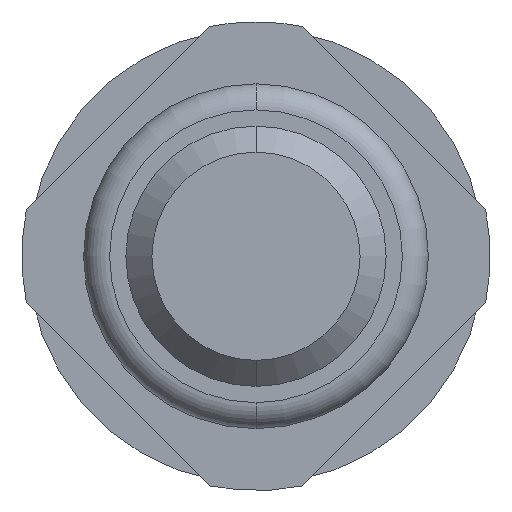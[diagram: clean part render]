
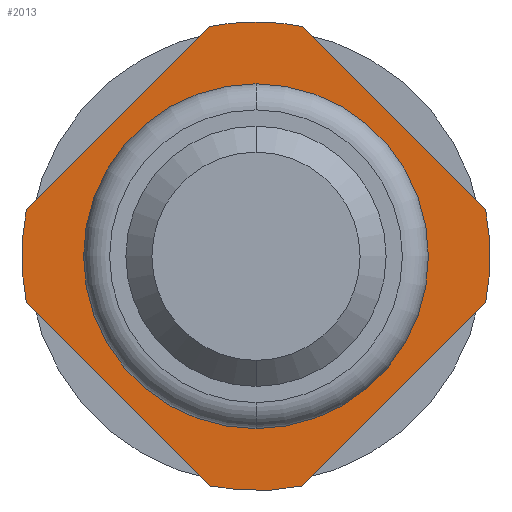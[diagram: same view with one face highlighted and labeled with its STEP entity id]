
A CAD part, front view. The second image highlights one B-rep face of the part: STEP entity #2013.
In plain terms, the highlighted planar face has unit normal (0, -1, 0).
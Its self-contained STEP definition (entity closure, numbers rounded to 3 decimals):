
#28 = AXIS2_PLACEMENT_3D ( 'NONE', #191, #1003, #2492 ) ;
#73 = EDGE_CURVE ( 'Defeature ausgef�hrt3_17+Defeature ausgef�hrt3_0+Defeature ausgef�hrt3_3+Defeature ausgef�hrt3_2', #1482, #3439, #1020, .T. ) ;
#74 = DIRECTION ( 'NONE',  ( 0., 1., 0. ) ) ;
#121 = ORIENTED_EDGE ( 'NONE', *, *, #3116, .F. ) ;
#161 = EDGE_CURVE ( 'Defeature ausgef�hrt3_16+Defeature ausgef�hrt3_0+Defeature ausgef�hrt3_4+Defeature ausgef�hrt3_3', #1170, #1490, #3519, .T. ) ;
#179 = CARTESIAN_POINT ( 'NONE',  ( -1.764, -2., -0.357 ) ) ;
#191 = CARTESIAN_POINT ( 'NONE',  ( 0., -2., 0. ) ) ;
#312 = CARTESIAN_POINT ( 'NONE',  ( 0.357, -2., 1.764 ) ) ;
#316 = VERTEX_POINT ( 'NONE', #3170 ) ;
#325 = DIRECTION ( 'NONE',  ( 0., 0., 1. ) ) ;
#366 = ORIENTED_EDGE ( 'NONE', *, *, #161, .F. ) ;
#371 = CARTESIAN_POINT ( 'NONE',  ( -0.161, -2., 1.961 ) ) ;
#438 = CARTESIAN_POINT ( 'NONE',  ( -1.764, -2., 0.357 ) ) ;
#446 = CARTESIAN_POINT ( 'NONE',  ( 0., -2., 0. ) ) ;
#448 = CARTESIAN_POINT ( 'NONE',  ( 0., -2., 1.325 ) ) ;
#457 = LINE ( 'NONE', #1531, #3578 ) ;
#458 = VERTEX_POINT ( 'NONE', #630 ) ;
#465 = CIRCLE ( 'NONE', #2793, 1.8 ) ;
#471 = AXIS2_PLACEMENT_3D ( 'NONE', #606, #2055, #325 ) ;
#515 = EDGE_CURVE ( 'Defeature ausgef�hrt3_15+Defeature ausgef�hrt3_0+Defeature ausgef�hrt3_1+Defeature ausgef�hrt3_4', #1134, #2781, #970, .T. ) ;
#532 = VERTEX_POINT ( 'NONE', #448 ) ;
#606 = CARTESIAN_POINT ( 'NONE',  ( 0., -2., 0. ) ) ;
#630 = CARTESIAN_POINT ( 'NONE',  ( 0., -2., -1.325 ) ) ;
#690 = DIRECTION ( 'NONE',  ( 0.707, 0., -0.707 ) ) ;
#777 = AXIS2_PLACEMENT_3D ( 'NONE', #1092, #3143, #1683 ) ;
#802 = CIRCLE ( 'NONE', #471, 1.8 ) ;
#809 = EDGE_CURVE ( 'Defeature ausgef�hrt3_0+Defeature ausgef�hrt3_12+Defeature ausgef�hrt3_12+Defeature ausgef�hrt3_12', #458, #532, #2140, .T. ) ;
#870 = CARTESIAN_POINT ( 'NONE',  ( 1.764, -2., -0.357 ) ) ;
#880 = CARTESIAN_POINT ( 'NONE',  ( 1.961, -2., -0.161 ) ) ;
#896 = ORIENTED_EDGE ( 'NONE', *, *, #3482, .F. ) ;
#963 = DIRECTION ( 'NONE',  ( 0.707, 0., 0.707 ) ) ;
#970 = LINE ( 'NONE', #880, #2442 ) ;
#987 = ORIENTED_EDGE ( 'NONE', *, *, #515, .F. ) ;
#1003 = DIRECTION ( 'NONE',  ( 0., 1., 0. ) ) ;
#1008 = DIRECTION ( 'NONE',  ( 0., 1., 0. ) ) ;
#1018 = DIRECTION ( 'NONE',  ( 0., 1., 0. ) ) ;
#1020 = LINE ( 'NONE', #371, #1391 ) ;
#1092 = CARTESIAN_POINT ( 'NONE',  ( 0., -2., 0. ) ) ;
#1134 = VERTEX_POINT ( 'NONE', #870 ) ;
#1169 = VERTEX_POINT ( 'NONE', #312 ) ;
#1170 = VERTEX_POINT ( 'NONE', #3204 ) ;
#1284 = EDGE_CURVE ( 'Defeature ausgef�hrt3_3+Defeature ausgef�hrt3_0+Defeature ausgef�hrt3_16+Defeature ausgef�hrt3_17', #1490, #1482, #465, .T. ) ;
#1286 = CARTESIAN_POINT ( 'NONE',  ( 1.8, -2., 0. ) ) ;
#1297 = DIRECTION ( 'NONE',  ( 0., 1., 0. ) ) ;
#1319 = DIRECTION ( 'NONE',  ( 0., 1., 0. ) ) ;
#1391 = VECTOR ( 'NONE', #963, 1000. ) ;
#1468 = CARTESIAN_POINT ( 'NONE',  ( 0.357, -2., -1.764 ) ) ;
#1482 = VERTEX_POINT ( 'NONE', #438 ) ;
#1490 = VERTEX_POINT ( 'NONE', #179 ) ;
#1492 = CIRCLE ( 'NONE', #28, 1.325 ) ;
#1531 = CARTESIAN_POINT ( 'NONE',  ( 1.961, -2., 0.161 ) ) ;
#1542 = EDGE_CURVE ( 'Defeature ausgef�hrt3_0+Defeature ausgef�hrt3_12+Defeature ausgef�hrt3_12+Defeature ausgef�hrt3_12', #532, #458, #1492, .T. ) ;
#1614 = DIRECTION ( 'NONE',  ( 0., 0., 1. ) ) ;
#1653 = AXIS2_PLACEMENT_3D ( 'NONE', #446, #1008, #3077 ) ;
#1683 = DIRECTION ( 'NONE',  ( 0., 0., 1. ) ) ;
#1720 = ORIENTED_EDGE ( 'NONE', *, *, #809, .T. ) ;
#1792 = CARTESIAN_POINT ( 'NONE',  ( 0., -2., 0. ) ) ;
#1886 = CARTESIAN_POINT ( 'NONE',  ( 0., -2., 0. ) ) ;
#2013 = ADVANCED_FACE ( 'Defeature ausgef�hrt3_0', ( #3713, #3406 ), #3333, .F. ) ;
#2055 = DIRECTION ( 'NONE',  ( 0., 1., 0. ) ) ;
#2059 = EDGE_CURVE ( 'Defeature ausgef�hrt3_18+Defeature ausgef�hrt3_0+Defeature ausgef�hrt3_2+Defeature ausgef�hrt3_1', #1169, #316, #457, .T. ) ;
#2140 = CIRCLE ( 'NONE', #1653, 1.325 ) ;
#2171 = DIRECTION ( 'NONE',  ( 0., 0., 1. ) ) ;
#2174 = VECTOR ( 'NONE', #2678, 1000. ) ;
#2261 = ORIENTED_EDGE ( 'NONE', *, *, #2059, .F. ) ;
#2264 = AXIS2_PLACEMENT_3D ( 'NONE', #2483, #1018, #2728 ) ;
#2315 = ORIENTED_EDGE ( 'NONE', *, *, #1542, .T. ) ;
#2320 = EDGE_LOOP ( 'NONE', ( #2261, #3686, #121, #2522, #3004, #366, #896, #987, #2324 ) ) ;
#2324 = ORIENTED_EDGE ( 'NONE', *, *, #2528, .F. ) ;
#2326 = EDGE_CURVE ( 'Defeature ausgef�hrt3_2+Defeature ausgef�hrt3_0+Defeature ausgef�hrt3_17+Defeature ausgef�hrt3_18', #2921, #1169, #802, .T. ) ;
#2391 = CIRCLE ( 'NONE', #2264, 1.8 ) ;
#2422 = CARTESIAN_POINT ( 'NONE',  ( 0., -2., 1.8 ) ) ;
#2442 = VECTOR ( 'NONE', #2936, 1000. ) ;
#2483 = CARTESIAN_POINT ( 'NONE',  ( 0., -2., 0. ) ) ;
#2492 = DIRECTION ( 'NONE',  ( 0., 0., 1. ) ) ;
#2522 = ORIENTED_EDGE ( 'NONE', *, *, #73, .F. ) ;
#2528 = EDGE_CURVE ( 'Defeature ausgef�hrt3_1+Defeature ausgef�hrt3_0+Defeature ausgef�hrt3_18+Defeature ausgef�hrt3_15', #316, #1134, #3667, .T. ) ;
#2678 = DIRECTION ( 'NONE',  ( -0.707, 0., 0.707 ) ) ;
#2728 = DIRECTION ( 'NONE',  ( 0., 0., 1. ) ) ;
#2781 = VERTEX_POINT ( 'NONE', #1468 ) ;
#2793 = AXIS2_PLACEMENT_3D ( 'NONE', #1792, #74, #2968 ) ;
#2812 = AXIS2_PLACEMENT_3D ( 'NONE', #1886, #1319, #1614 ) ;
#2921 = VERTEX_POINT ( 'NONE', #2422 ) ;
#2936 = DIRECTION ( 'NONE',  ( -0.707, 0., -0.707 ) ) ;
#2968 = DIRECTION ( 'NONE',  ( 0., 0., 1. ) ) ;
#3004 = ORIENTED_EDGE ( 'NONE', *, *, #1284, .F. ) ;
#3077 = DIRECTION ( 'NONE',  ( 0., 0., 1. ) ) ;
#3116 = EDGE_CURVE ( 'Defeature ausgef�hrt3_2+Defeature ausgef�hrt3_0+Defeature ausgef�hrt3_17+Defeature ausgef�hrt3_18', #3439, #2921, #2391, .T. ) ;
#3143 = DIRECTION ( 'NONE',  ( 0., 1., 0. ) ) ;
#3170 = CARTESIAN_POINT ( 'NONE',  ( 1.764, -2., 0.357 ) ) ;
#3203 = AXIS2_PLACEMENT_3D ( 'NONE', #1286, #1297, #2171 ) ;
#3204 = CARTESIAN_POINT ( 'NONE',  ( -0.357, -2., -1.764 ) ) ;
#3218 = CIRCLE ( 'NONE', #777, 1.8 ) ;
#3333 = PLANE ( 'NONE',  #3203 ) ;
#3381 = CARTESIAN_POINT ( 'NONE',  ( -0.357, -2., 1.764 ) ) ;
#3406 = FACE_OUTER_BOUND ( 'NONE', #2320, .T. ) ;
#3439 = VERTEX_POINT ( 'NONE', #3381 ) ;
#3482 = EDGE_CURVE ( 'Defeature ausgef�hrt3_4+Defeature ausgef�hrt3_0+Defeature ausgef�hrt3_15+Defeature ausgef�hrt3_16', #2781, #1170, #3218, .T. ) ;
#3519 = LINE ( 'NONE', #3525, #2174 ) ;
#3525 = CARTESIAN_POINT ( 'NONE',  ( -0.161, -2., -1.961 ) ) ;
#3578 = VECTOR ( 'NONE', #690, 1000. ) ;
#3667 = CIRCLE ( 'NONE', #2812, 1.8 ) ;
#3678 = EDGE_LOOP ( 'NONE', ( #2315, #1720 ) ) ;
#3686 = ORIENTED_EDGE ( 'NONE', *, *, #2326, .F. ) ;
#3713 = FACE_BOUND ( 'NONE', #3678, .T. ) ;
